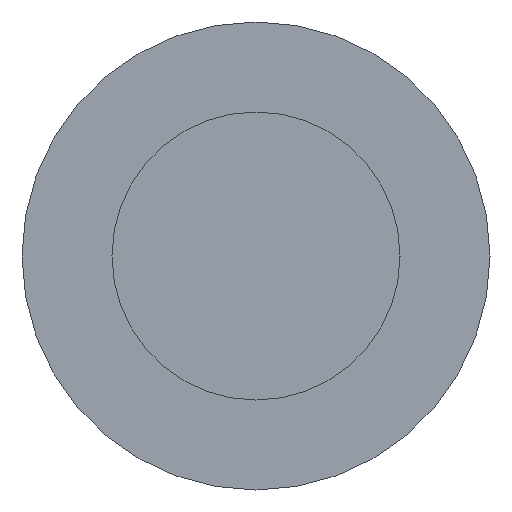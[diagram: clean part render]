
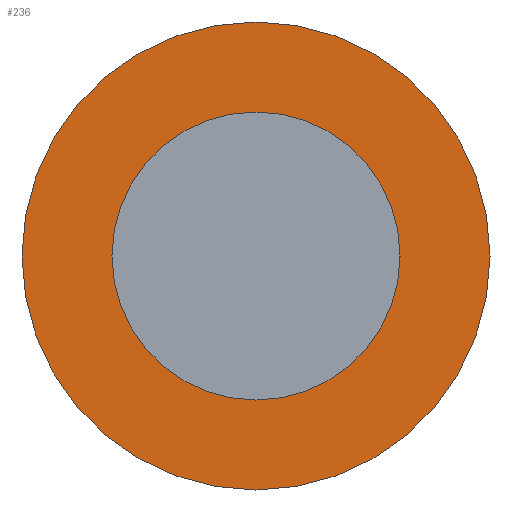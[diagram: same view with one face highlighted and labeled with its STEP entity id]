
A CAD part, left-side view. The second image highlights one B-rep face of the part: STEP entity #236.
In plain terms, the highlighted planar face has unit normal (-1, 0, 0).
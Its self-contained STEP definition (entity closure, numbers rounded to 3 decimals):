
#4 = DIRECTION ( 'NONE',  ( 0., 0., 1. ) ) ;
#12 = EDGE_LOOP ( 'NONE', ( #396, #388 ) ) ;
#27 = VERTEX_POINT ( 'NONE', #52 ) ;
#29 = EDGE_CURVE ( 'NONE', #87, #27, #367, .T. ) ;
#45 = DIRECTION ( 'NONE',  ( 0., 0., -1. ) ) ;
#46 = DIRECTION ( 'NONE',  ( 0., 0., 1. ) ) ;
#52 = CARTESIAN_POINT ( 'NONE',  ( 109.3, 0., 13. ) ) ;
#87 = VERTEX_POINT ( 'NONE', #279 ) ;
#88 = CARTESIAN_POINT ( 'NONE',  ( 109.3, 0., -8. ) ) ;
#89 = VERTEX_POINT ( 'NONE', #88 ) ;
#93 = EDGE_LOOP ( 'NONE', ( #270, #289 ) ) ;
#102 = VERTEX_POINT ( 'NONE', #152 ) ;
#112 = PLANE ( 'NONE',  #397 ) ;
#121 = DIRECTION ( 'NONE',  ( 0., 0., 1. ) ) ;
#135 = CARTESIAN_POINT ( 'NONE',  ( 109.3, 8., 0. ) ) ;
#137 = CIRCLE ( 'NONE', #316, 8. ) ;
#150 = EDGE_CURVE ( 'NONE', #27, #87, #239, .T. ) ;
#152 = CARTESIAN_POINT ( 'NONE',  ( 109.3, 0., 8. ) ) ;
#175 = EDGE_CURVE ( 'NONE', #102, #89, #137, .T. ) ;
#192 = DIRECTION ( 'NONE',  ( -1., 0., 0. ) ) ;
#204 = AXIS2_PLACEMENT_3D ( 'NONE', #248, #192, #218 ) ;
#206 = DIRECTION ( 'NONE',  ( -1., 0., 0. ) ) ;
#207 = AXIS2_PLACEMENT_3D ( 'NONE', #272, #306, #121 ) ;
#218 = DIRECTION ( 'NONE',  ( 0., 0., 1. ) ) ;
#236 = ADVANCED_FACE ( 'NONE', ( #413, #311 ), #112, .F. ) ;
#239 = CIRCLE ( 'NONE', #373, 13. ) ;
#241 = EDGE_CURVE ( 'NONE', #89, #102, #260, .T. ) ;
#248 = CARTESIAN_POINT ( 'NONE',  ( 109.3, 0., 0. ) ) ;
#260 = CIRCLE ( 'NONE', #204, 8. ) ;
#270 = ORIENTED_EDGE ( 'NONE', *, *, #175, .F. ) ;
#272 = CARTESIAN_POINT ( 'NONE',  ( 109.3, 0., 0. ) ) ;
#279 = CARTESIAN_POINT ( 'NONE',  ( 109.3, 0., -13. ) ) ;
#289 = ORIENTED_EDGE ( 'NONE', *, *, #241, .F. ) ;
#300 = CARTESIAN_POINT ( 'NONE',  ( 109.3, 0., 0. ) ) ;
#306 = DIRECTION ( 'NONE',  ( -1., 0., 0. ) ) ;
#311 = FACE_OUTER_BOUND ( 'NONE', #12, .T. ) ;
#316 = AXIS2_PLACEMENT_3D ( 'NONE', #390, #206, #4 ) ;
#361 = DIRECTION ( 'NONE',  ( 1., 0., 0. ) ) ;
#366 = DIRECTION ( 'NONE',  ( -1., 0., 0. ) ) ;
#367 = CIRCLE ( 'NONE', #207, 13. ) ;
#373 = AXIS2_PLACEMENT_3D ( 'NONE', #300, #366, #46 ) ;
#388 = ORIENTED_EDGE ( 'NONE', *, *, #29, .T. ) ;
#390 = CARTESIAN_POINT ( 'NONE',  ( 109.3, 0., 0. ) ) ;
#396 = ORIENTED_EDGE ( 'NONE', *, *, #150, .T. ) ;
#397 = AXIS2_PLACEMENT_3D ( 'NONE', #135, #361, #45 ) ;
#413 = FACE_BOUND ( 'NONE', #93, .T. ) ;
